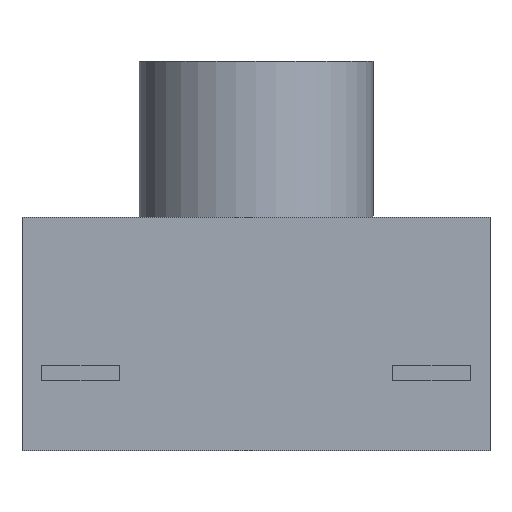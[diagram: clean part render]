
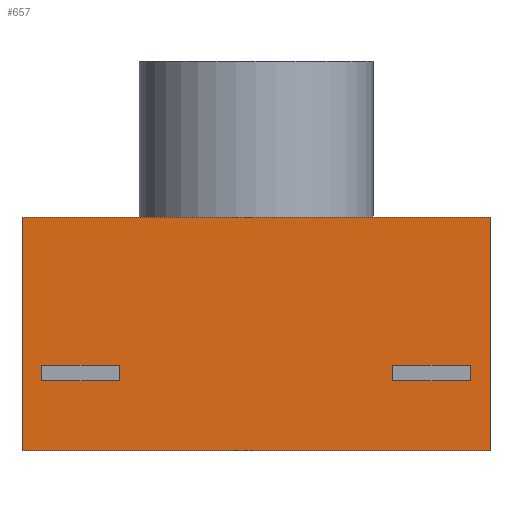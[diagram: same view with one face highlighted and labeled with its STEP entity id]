
A CAD part, front view. The second image highlights one B-rep face of the part: STEP entity #657.
In plain terms, the highlighted planar face has unit normal (0, -1, 0).
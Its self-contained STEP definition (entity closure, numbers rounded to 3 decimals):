
#4 = CARTESIAN_POINT ( 'NONE',  ( -2.75, -3., 1.1 ) ) ;
#7 = CARTESIAN_POINT ( 'NONE',  ( -3., -3., 0. ) ) ;
#31 = FACE_BOUND ( 'NONE', #442, .T. ) ;
#46 = AXIS2_PLACEMENT_3D ( 'NONE', #181, #674, #133 ) ;
#50 = EDGE_CURVE ( 'NONE', #311, #248, #692, .T. ) ;
#53 = CARTESIAN_POINT ( 'NONE',  ( 3., -3., 3. ) ) ;
#72 = DIRECTION ( 'NONE',  ( 0., 0., -1. ) ) ;
#89 = DIRECTION ( 'NONE',  ( -1., 0., 0. ) ) ;
#97 = ORIENTED_EDGE ( 'NONE', *, *, #477, .T. ) ;
#105 = CARTESIAN_POINT ( 'NONE',  ( 2.75, -3., 1.1 ) ) ;
#115 = CARTESIAN_POINT ( 'NONE',  ( 1.75, -3., 0.9 ) ) ;
#133 = DIRECTION ( 'NONE',  ( 0., 0., 1. ) ) ;
#135 = DIRECTION ( 'NONE',  ( 0., 0., -1. ) ) ;
#138 = DIRECTION ( 'NONE',  ( 1., 0., 0. ) ) ;
#146 = ORIENTED_EDGE ( 'NONE', *, *, #602, .F. ) ;
#154 = VERTEX_POINT ( 'NONE', #437 ) ;
#157 = CARTESIAN_POINT ( 'NONE',  ( -1.75, -3., 0.9 ) ) ;
#159 = EDGE_CURVE ( 'NONE', #480, #291, #683, .T. ) ;
#174 = DIRECTION ( 'NONE',  ( 0., 0., -1. ) ) ;
#176 = VERTEX_POINT ( 'NONE', #259 ) ;
#181 = CARTESIAN_POINT ( 'NONE',  ( -3., -3., 3. ) ) ;
#187 = ORIENTED_EDGE ( 'NONE', *, *, #387, .T. ) ;
#202 = VECTOR ( 'NONE', #72, 1000. ) ;
#227 = EDGE_CURVE ( 'NONE', #176, #582, #379, .T. ) ;
#229 = VERTEX_POINT ( 'NONE', #53 ) ;
#230 = CARTESIAN_POINT ( 'NONE',  ( -1.75, -3., 1.1 ) ) ;
#234 = DIRECTION ( 'NONE',  ( 1., 0., 0. ) ) ;
#240 = CARTESIAN_POINT ( 'NONE',  ( 3., -3., 3. ) ) ;
#247 = CARTESIAN_POINT ( 'NONE',  ( -2.75, -3., 1.1 ) ) ;
#248 = VERTEX_POINT ( 'NONE', #591 ) ;
#259 = CARTESIAN_POINT ( 'NONE',  ( -2.75, -3., 0.9 ) ) ;
#261 = EDGE_CURVE ( 'NONE', #637, #176, #650, .T. ) ;
#263 = DIRECTION ( 'NONE',  ( -1., 0., 0. ) ) ;
#268 = ORIENTED_EDGE ( 'NONE', *, *, #432, .T. ) ;
#275 = EDGE_LOOP ( 'NONE', ( #187, #441, #280, #97 ) ) ;
#276 = LINE ( 'NONE', #115, #315 ) ;
#280 = ORIENTED_EDGE ( 'NONE', *, *, #227, .T. ) ;
#291 = VERTEX_POINT ( 'NONE', #501 ) ;
#292 = CARTESIAN_POINT ( 'NONE',  ( 2.75, -3., 0.9 ) ) ;
#296 = CARTESIAN_POINT ( 'NONE',  ( -3., -3., 3. ) ) ;
#301 = EDGE_CURVE ( 'NONE', #436, #154, #404, .T. ) ;
#304 = VECTOR ( 'NONE', #419, 1000. ) ;
#311 = VERTEX_POINT ( 'NONE', #7 ) ;
#315 = VECTOR ( 'NONE', #651, 1000. ) ;
#318 = ORIENTED_EDGE ( 'NONE', *, *, #601, .F. ) ;
#322 = FACE_BOUND ( 'NONE', #275, .T. ) ;
#332 = DIRECTION ( 'NONE',  ( 0., 0., -1. ) ) ;
#334 = CARTESIAN_POINT ( 'NONE',  ( 1.75, -3., 1.1 ) ) ;
#340 = LINE ( 'NONE', #454, #202 ) ;
#350 = CARTESIAN_POINT ( 'NONE',  ( -1.75, -3., 0.9 ) ) ;
#356 = VECTOR ( 'NONE', #640, 1000. ) ;
#359 = CARTESIAN_POINT ( 'NONE',  ( -3., -3., 3. ) ) ;
#379 = LINE ( 'NONE', #4, #452 ) ;
#381 = EDGE_CURVE ( 'NONE', #154, #480, #276, .T. ) ;
#387 = EDGE_CURVE ( 'NONE', #590, #637, #414, .T. ) ;
#403 = LINE ( 'NONE', #230, #697 ) ;
#404 = LINE ( 'NONE', #334, #415 ) ;
#412 = CARTESIAN_POINT ( 'NONE',  ( 1.75, -3., 1.1 ) ) ;
#414 = LINE ( 'NONE', #599, #468 ) ;
#415 = VECTOR ( 'NONE', #174, 1000. ) ;
#419 = DIRECTION ( 'NONE',  ( 1., 0., 0. ) ) ;
#432 = EDGE_CURVE ( 'NONE', #613, #311, #340, .T. ) ;
#436 = VERTEX_POINT ( 'NONE', #662 ) ;
#437 = CARTESIAN_POINT ( 'NONE',  ( 1.75, -3., 0.9 ) ) ;
#441 = ORIENTED_EDGE ( 'NONE', *, *, #261, .T. ) ;
#442 = EDGE_LOOP ( 'NONE', ( #518, #644, #146, #625 ) ) ;
#446 = VECTOR ( 'NONE', #138, 1000. ) ;
#452 = VECTOR ( 'NONE', #489, 1000. ) ;
#453 = ORIENTED_EDGE ( 'NONE', *, *, #534, .F. ) ;
#454 = CARTESIAN_POINT ( 'NONE',  ( -3., -3., 3. ) ) ;
#464 = PLANE ( 'NONE',  #46 ) ;
#468 = VECTOR ( 'NONE', #332, 1000. ) ;
#475 = CARTESIAN_POINT ( 'NONE',  ( -3., -3., 0. ) ) ;
#477 = EDGE_CURVE ( 'NONE', #582, #590, #403, .T. ) ;
#480 = VERTEX_POINT ( 'NONE', #292 ) ;
#482 = FACE_OUTER_BOUND ( 'NONE', #554, .T. ) ;
#489 = DIRECTION ( 'NONE',  ( 0., 0., 1. ) ) ;
#495 = VECTOR ( 'NONE', #263, 1000. ) ;
#501 = CARTESIAN_POINT ( 'NONE',  ( 2.75, -3., 1.1 ) ) ;
#518 = ORIENTED_EDGE ( 'NONE', *, *, #381, .F. ) ;
#527 = VECTOR ( 'NONE', #135, 1000. ) ;
#532 = ORIENTED_EDGE ( 'NONE', *, *, #50, .T. ) ;
#534 = EDGE_CURVE ( 'NONE', #229, #248, #600, .T. ) ;
#550 = LINE ( 'NONE', #296, #446 ) ;
#554 = EDGE_LOOP ( 'NONE', ( #532, #453, #318, #268 ) ) ;
#567 = CARTESIAN_POINT ( 'NONE',  ( -1.75, -3., 1.1 ) ) ;
#582 = VERTEX_POINT ( 'NONE', #247 ) ;
#590 = VERTEX_POINT ( 'NONE', #567 ) ;
#591 = CARTESIAN_POINT ( 'NONE',  ( 3., -3., 0. ) ) ;
#599 = CARTESIAN_POINT ( 'NONE',  ( -1.75, -3., 1.1 ) ) ;
#600 = LINE ( 'NONE', #240, #527 ) ;
#601 = EDGE_CURVE ( 'NONE', #613, #229, #550, .T. ) ;
#602 = EDGE_CURVE ( 'NONE', #291, #436, #659, .T. ) ;
#613 = VERTEX_POINT ( 'NONE', #359 ) ;
#625 = ORIENTED_EDGE ( 'NONE', *, *, #159, .F. ) ;
#637 = VERTEX_POINT ( 'NONE', #350 ) ;
#639 = VECTOR ( 'NONE', #89, 1000. ) ;
#640 = DIRECTION ( 'NONE',  ( 0., 0., 1. ) ) ;
#644 = ORIENTED_EDGE ( 'NONE', *, *, #301, .F. ) ;
#650 = LINE ( 'NONE', #157, #495 ) ;
#651 = DIRECTION ( 'NONE',  ( 1., 0., 0. ) ) ;
#657 = ADVANCED_FACE ( 'NONE', ( #322, #482, #31 ), #464, .F. ) ;
#659 = LINE ( 'NONE', #412, #639 ) ;
#662 = CARTESIAN_POINT ( 'NONE',  ( 1.75, -3., 1.1 ) ) ;
#674 = DIRECTION ( 'NONE',  ( 0., 1., 0. ) ) ;
#683 = LINE ( 'NONE', #105, #356 ) ;
#692 = LINE ( 'NONE', #475, #304 ) ;
#697 = VECTOR ( 'NONE', #234, 1000. ) ;
